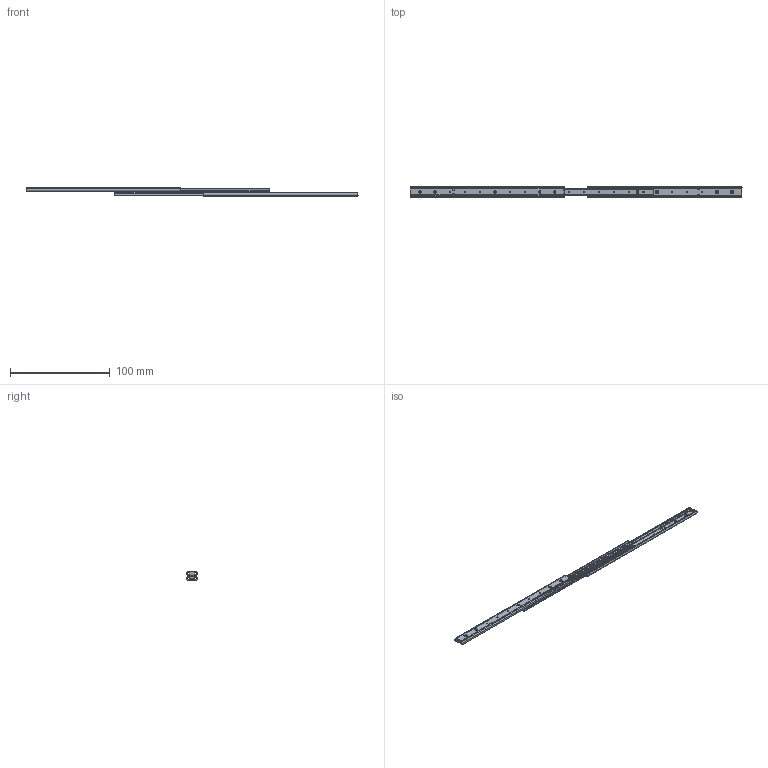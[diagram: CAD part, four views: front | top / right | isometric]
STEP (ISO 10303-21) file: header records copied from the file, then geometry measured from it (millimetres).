
FILE_DESCRIPTION (( 'STEP AP203' ), '1' );
FILE_NAME ('U1031-155.STEP', '2020-06-24T05:46:06', ( '' ), ( '' ), 'SwSTEP 2.0', 'SolidWorks 2019', '' );
FILE_SCHEMA (( 'CONFIG_CONTROL_DESIGN' ));
Length unit declared in the file: millimetre
Products named in the file (3): U1031-155 OM; U1031-155 IM; U1031-155
Assembly tree (4 placements, depth 2):
  U1031-155
    U1031-155 OM  x2
    U1031-155 IM  x2
Bounding box: 332.7 x 10.59 x 10 mm (x, y, z)
Volume: 4404.2 mm3; surface area: 18452.9 mm2
Topology: 4 solids, 4 shells, 566 faces, 1656 edges, 1086 vertices
Faces by surface type: cylinder 316, plane 160, torus 60, bspline 30
Entity records: 14267 total; most frequent: CARTESIAN_POINT 6466, ORIENTED_EDGE 1656, DIRECTION 1525, EDGE_CURVE 828, AXIS2_PLACEMENT_3D 592, VERTEX_POINT 543, LINE 341, VECTOR 341
